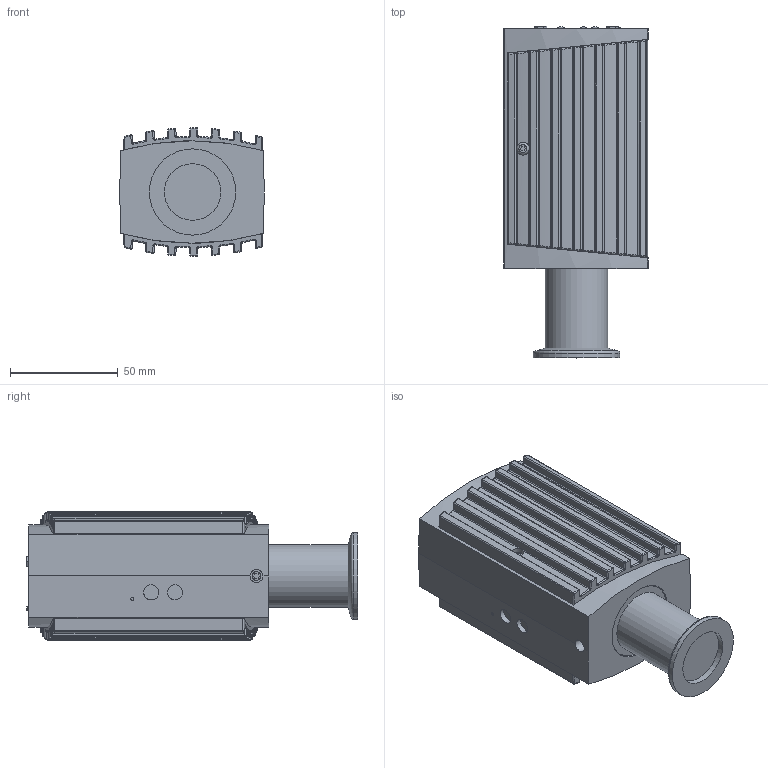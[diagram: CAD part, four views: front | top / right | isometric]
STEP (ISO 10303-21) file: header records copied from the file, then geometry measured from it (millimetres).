
FILE_DESCRIPTION(/* description */ (''),/* implementation_level */ '2;1');
FILE_NAME(/* name */ '353-592.stp',/* time_stamp */ '2020-04-08T13:57:28+02:00',/* author */ ('BEM'),/* organization */ (''),/* preprocessor_version */ 'ST-DEVELOPER v17',/* originating_system */ 'Autodesk Inventor 2018',/* authorisation */ '');
FILE_SCHEMA (('AUTOMOTIVE_DESIGN { 1 0 10303 214 3 1 1 }'));
Products named in the file (1): Bauteil5
Bounding box: 67 x 153.7 x 59.4 mm (x, y, z)
Volume: 139874 mm3; surface area: 94405.1 mm2
Topology: 17 solids, 17 shells, 2172 faces, 5888 edges, 3840 vertices
Faces by surface type: plane 1248, cylinder 568, bspline 244, sphere 71, cone 22, torus 19
Full cylindrical faces by diameter (mm): 0.8 x15, 1.4 x2, 1.5 x1, 2.156 x2, 2.2 x2, 2.3 x4, 2.4 x1, 2.5 x2, 2.6 x2, 2.8 x4, 2.845 x2, 3 x6, 3.2 x6, 3.5 x4, 4 x1, 5 x1, 5.7 x4, 6 x3, 7 x2, 24.8 x1, 25 x1, 25.6 x1, 26 x1, 26.2 x1, 28.7 x1, 29 x1, 31.95 x2, 32 x1, 40 x1
Entity records: 82974 total; most frequent: CARTESIAN_POINT 26769, ORIENTED_EDGE 11740, DIRECTION 10462, EDGE_CURVE 5870, LINE 3920, VECTOR 3920, VERTEX_POINT 3840, AXIS2_PLACEMENT_3D 3271
